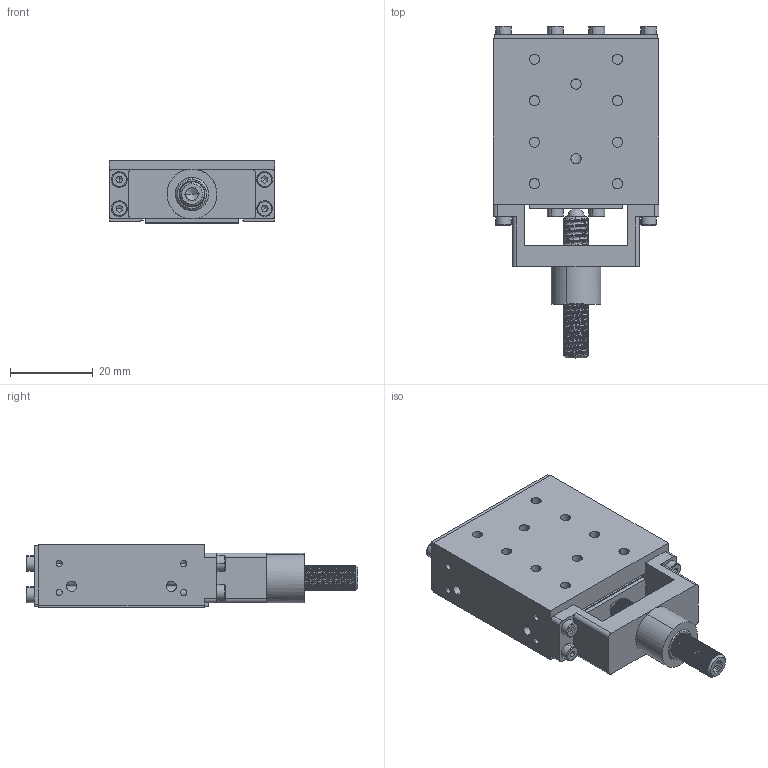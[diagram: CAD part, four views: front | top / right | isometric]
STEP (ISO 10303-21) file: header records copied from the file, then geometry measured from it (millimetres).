
FILE_DESCRIPTION(/* description */ (''),/* implementation_level */ '2;1');
FILE_NAME(/* name */ '02_TS3-A',/* time_stamp */ '2025-11-18T14:02:52+03:00',/* author */ (''),/* organization */ (''),/* preprocessor_version */ 'ST-DEVELOPER v16.5',/* originating_system */ 'Rhino 7.34',/* authorisation */ '');
FILE_SCHEMA (('AUTOMOTIVE_DESIGN'));
Length unit declared in the file: millimetre
Products named in the file (1): Document
Bounding box: 40 x 80 x 15 mm (x, y, z)
Volume: 24216.4 mm3; surface area: 17800.9 mm2
Topology: 1 solids, 1 shells, 654 faces, 1760 edges, 963 vertices
Faces by surface type: cylinder 306, plane 234, bspline 114
Entity records: 48938 total; most frequent: CARTESIAN_POINT 37893, ORIENTED_EDGE 3436, EDGE_CURVE 1718, B_SPLINE_CURVE_WITH_KNOTS 1124, VERTEX_POINT 962, EDGE_LOOP 752, ADVANCED_FACE 652, FACE_OUTER_BOUND 652
